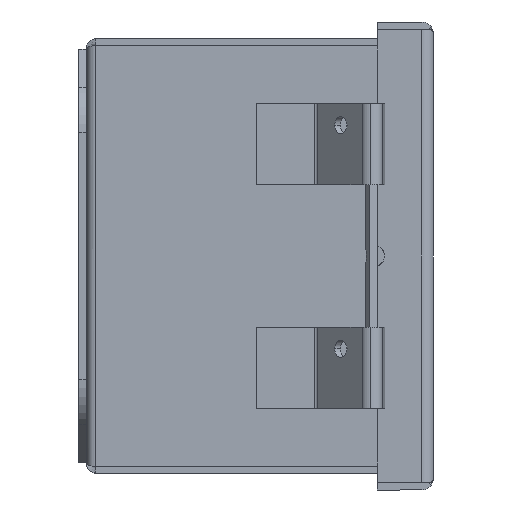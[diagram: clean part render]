
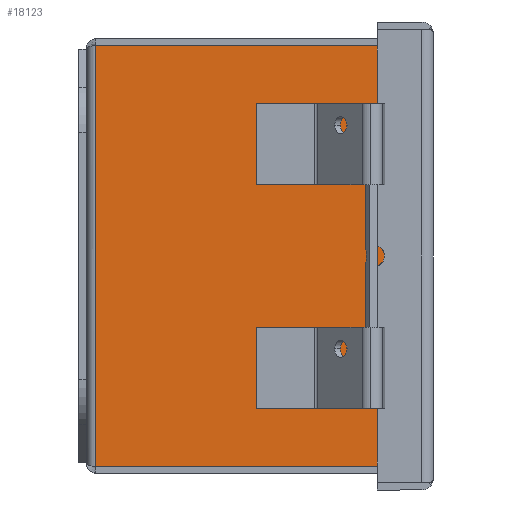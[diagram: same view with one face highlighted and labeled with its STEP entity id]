
A CAD part, front view. The second image highlights one B-rep face of the part: STEP entity #18123.
In plain terms, the highlighted face is planar.
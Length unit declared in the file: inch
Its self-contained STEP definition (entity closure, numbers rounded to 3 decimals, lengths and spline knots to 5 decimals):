
#48 = ORIENTED_EDGE ( 'NONE', *, *, #11131, .F. ) ;
#945 = DIRECTION ( 'NONE',  ( 0., -1., 0. ) ) ;
#1024 = ORIENTED_EDGE ( 'NONE', *, *, #24713, .F. ) ;
#1713 = CARTESIAN_POINT ( 'NONE',  ( 1.94289, -2.87074, -2. ) ) ;
#2196 = CARTESIAN_POINT ( 'NONE',  ( -13.527, 0., -2. ) ) ;
#2323 = LINE ( 'NONE', #3112, #14623 ) ;
#2409 = DIRECTION ( 'NONE',  ( 0., 0., 1. ) ) ;
#3112 = CARTESIAN_POINT ( 'NONE',  ( 1.94289, -0.086, -2. ) ) ;
#3183 = EDGE_CURVE ( 'NONE', #3407, #25449, #20090, .T. ) ;
#3220 = VECTOR ( 'NONE', #25323, 39.37008 ) ;
#3407 = VERTEX_POINT ( 'NONE', #24101 ) ;
#4097 = CARTESIAN_POINT ( 'NONE',  ( -13.527, -2.914, -2. ) ) ;
#4646 = ORIENTED_EDGE ( 'NONE', *, *, #3183, .F. ) ;
#5338 = PLANE ( 'NONE',  #19323 ) ;
#5361 = EDGE_CURVE ( 'NONE', #20964, #9233, #13429, .T. ) ;
#6294 = ORIENTED_EDGE ( 'NONE', *, *, #5361, .F. ) ;
#6317 = DIRECTION ( 'NONE',  ( 0., -1., 0. ) ) ;
#6386 = VECTOR ( 'NONE', #16418, 39.37008 ) ;
#6941 = ORIENTED_EDGE ( 'NONE', *, *, #13361, .F. ) ;
#7127 = DIRECTION ( 'NONE',  ( 0., 0., 1. ) ) ;
#7825 = FACE_OUTER_BOUND ( 'NONE', #8762, .T. ) ;
#8174 = CIRCLE ( 'NONE', #12379, 0.188 ) ;
#8762 = EDGE_LOOP ( 'NONE', ( #48, #4646, #1024, #6941, #6294, #21979 ) ) ;
#8859 = EDGE_CURVE ( 'NONE', #20964, #16010, #2323, .T. ) ;
#9233 = VERTEX_POINT ( 'NONE', #17669 ) ;
#10924 = DIRECTION ( 'NONE',  ( 0., -1., 0. ) ) ;
#11131 = EDGE_CURVE ( 'NONE', #25449, #16010, #8174, .T. ) ;
#12169 = DIRECTION ( 'NONE',  ( 0., 0., 1. ) ) ;
#12375 = CARTESIAN_POINT ( 'NONE',  ( 1.94289, -0.086, -2. ) ) ;
#12379 = AXIS2_PLACEMENT_3D ( 'NONE', #20961, #7127, #13029 ) ;
#13029 = DIRECTION ( 'NONE',  ( 1., 0., 0. ) ) ;
#13120 = CIRCLE ( 'NONE', #19487, 0.188 ) ;
#13361 = EDGE_CURVE ( 'NONE', #9233, #22757, #23640, .T. ) ;
#13429 = LINE ( 'NONE', #24285, #6386 ) ;
#14126 = DIRECTION ( 'NONE',  ( 1., 0., 0. ) ) ;
#14623 = VECTOR ( 'NONE', #945, 39.37008 ) ;
#15428 = CARTESIAN_POINT ( 'NONE',  ( -1.94289, -2.87074, -2. ) ) ;
#15630 = CARTESIAN_POINT ( 'NONE',  ( -1.75489, -2.87074, -2. ) ) ;
#16010 = VERTEX_POINT ( 'NONE', #1713 ) ;
#16418 = DIRECTION ( 'NONE',  ( -1., 0., 0. ) ) ;
#16678 = CARTESIAN_POINT ( 'NONE',  ( -1.94289, -0.086, -2. ) ) ;
#16739 = CARTESIAN_POINT ( 'NONE',  ( 1.93784, -2.914, -2. ) ) ;
#17669 = CARTESIAN_POINT ( 'NONE',  ( -1.94289, -0.086, -2. ) ) ;
#18123 = ADVANCED_FACE ( 'NONE', ( #7825 ), #5338, .F. ) ;
#19323 = AXIS2_PLACEMENT_3D ( 'NONE', #2196, #12169, #14126 ) ;
#19487 = AXIS2_PLACEMENT_3D ( 'NONE', #15630, #2409, #6317 ) ;
#20090 = LINE ( 'NONE', #4097, #3220 ) ;
#20961 = CARTESIAN_POINT ( 'NONE',  ( 1.75489, -2.87074, -2. ) ) ;
#20964 = VERTEX_POINT ( 'NONE', #12375 ) ;
#21979 = ORIENTED_EDGE ( 'NONE', *, *, #8859, .T. ) ;
#22757 = VERTEX_POINT ( 'NONE', #15428 ) ;
#23640 = LINE ( 'NONE', #16678, #24278 ) ;
#24101 = CARTESIAN_POINT ( 'NONE',  ( -1.93784, -2.914, -2. ) ) ;
#24278 = VECTOR ( 'NONE', #10924, 39.37008 ) ;
#24285 = CARTESIAN_POINT ( 'NONE',  ( -13.527, -0.086, -2. ) ) ;
#24713 = EDGE_CURVE ( 'NONE', #22757, #3407, #13120, .T. ) ;
#25323 = DIRECTION ( 'NONE',  ( 1., 0., 0. ) ) ;
#25449 = VERTEX_POINT ( 'NONE', #16739 ) ;
